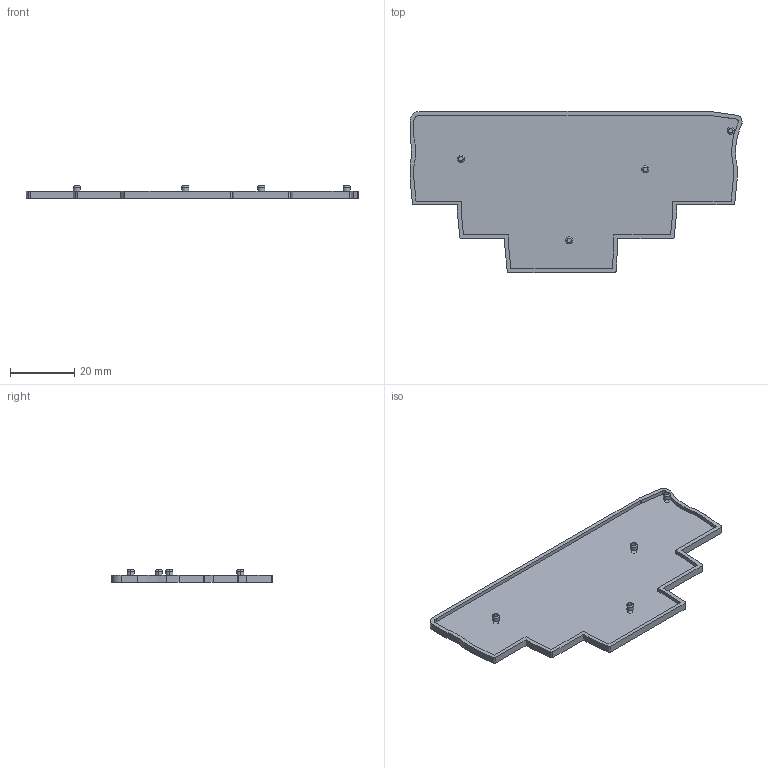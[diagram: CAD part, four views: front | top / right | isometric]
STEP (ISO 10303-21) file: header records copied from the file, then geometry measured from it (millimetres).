
FILE_DESCRIPTION (( 'STEP AP214' ), '1' );
FILE_NAME ('NSYTRACPE26.STEP', '2017-11-23T10:52:35', ( '' ), ( '' ), 'SwSTEP 2.0', 'SolidWorks 2015', '' );
FILE_SCHEMA (( 'AUTOMOTIVE_DESIGN' ));
Length unit declared in the file: millimetre
Products named in the file (1): NSYTRACPE26
Bounding box: 103 x 50 x 3.9 mm (x, y, z)
Volume: 4430.6 mm3; surface area: 9103 mm2
Topology: 5 solids, 5 shells, 106 faces, 269 edges, 174 vertices
Faces by surface type: plane 53, cylinder 45, torus 8
Entity records: 3289 total; most frequent: DIRECTION 581, CARTESIAN_POINT 550, ORIENTED_EDGE 538, EDGE_CURVE 269, AXIS2_PLACEMENT_3D 205, VERTEX_POINT 174, VECTOR 171, LINE 171
